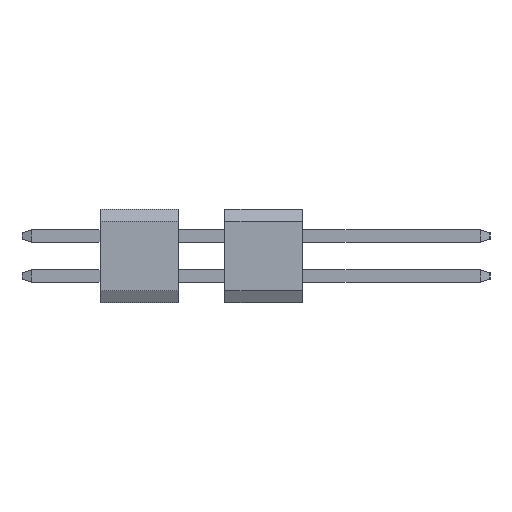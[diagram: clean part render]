
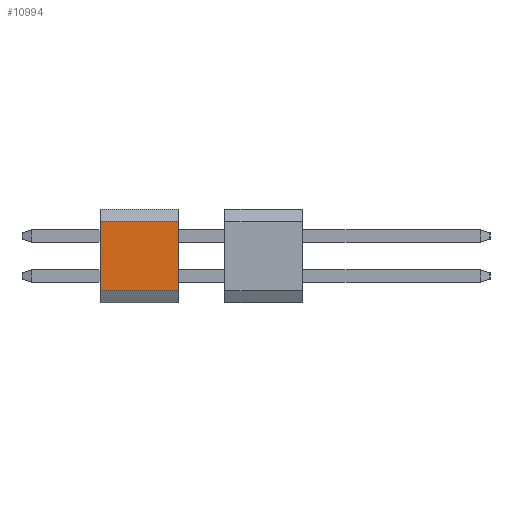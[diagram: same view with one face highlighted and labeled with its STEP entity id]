
A CAD part, left-side view. The second image highlights one B-rep face of the part: STEP entity #10994.
In plain terms, the highlighted planar face has unit normal (-1, 0, 0).
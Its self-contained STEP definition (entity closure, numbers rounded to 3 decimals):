
#1853=DIRECTION('',(0.,0.,1.));
#1854=VECTOR('',#1853,2.221);
#1855=CARTESIAN_POINT('',(-7.62,6.5,-1.11));
#1856=LINE('',#1855,#1854);
#2837=DIRECTION('',(0.,1.,0.));
#2838=VECTOR('',#2837,2.5);
#2839=CARTESIAN_POINT('',(-7.62,4.,-1.11));
#2840=LINE('',#2839,#2838);
#2841=DIRECTION('',(0.,1.,0.));
#2842=VECTOR('',#2841,2.5);
#2843=CARTESIAN_POINT('',(-7.62,4.,1.11));
#2844=LINE('',#2843,#2842);
#2845=DIRECTION('',(0.,0.,1.));
#2846=VECTOR('',#2845,2.221);
#2847=CARTESIAN_POINT('',(-7.62,4.,-1.11));
#2848=LINE('',#2847,#2846);
#7721=CARTESIAN_POINT('',(-7.62,6.5,-1.11));
#7723=VERTEX_POINT('',#7721);
#7726=CARTESIAN_POINT('',(-7.62,6.5,1.11));
#7728=VERTEX_POINT('',#7726);
#7741=CARTESIAN_POINT('',(-7.62,4.,-1.11));
#7742=VERTEX_POINT('',#7741);
#7743=CARTESIAN_POINT('',(-7.62,4.,1.11));
#7744=VERTEX_POINT('',#7743);
#10982=CARTESIAN_POINT('',(-7.62,0.,-1.5));
#10983=DIRECTION('',(-1.,0.,0.));
#10984=DIRECTION('',(0.,0.,1.));
#10985=AXIS2_PLACEMENT_3D('',#10982,#10983,#10984);
#10986=PLANE('',#10985);
#10987=ORIENTED_EDGE('',*,*,#9319,.T.);
#10988=ORIENTED_EDGE('',*,*,#10294,.T.);
#10990=ORIENTED_EDGE('',*,*,#10989,.F.);
#10991=ORIENTED_EDGE('',*,*,#10597,.F.);
#10992=EDGE_LOOP('',(#10987,#10988,#10990,#10991));
#10993=FACE_OUTER_BOUND('',#10992,.F.);
#9319=EDGE_CURVE('',#7742,#7723,#2840,.T.);
#10294=EDGE_CURVE('',#7723,#7728,#1856,.T.);
#10597=EDGE_CURVE('',#7742,#7744,#2848,.T.);
#10989=EDGE_CURVE('',#7744,#7728,#2844,.T.);
#10994=ADVANCED_FACE('',(#10993),#10986,.T.);
